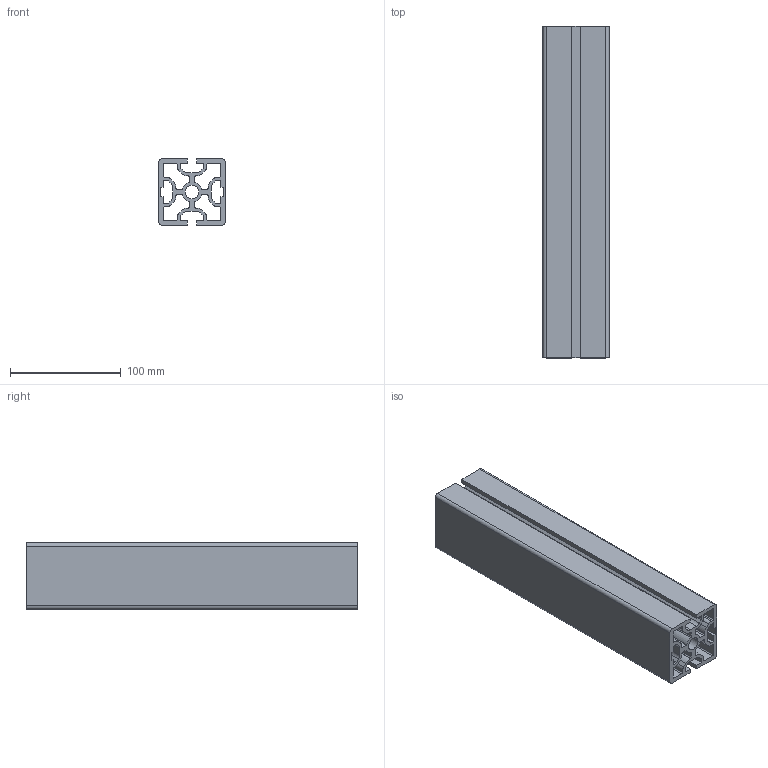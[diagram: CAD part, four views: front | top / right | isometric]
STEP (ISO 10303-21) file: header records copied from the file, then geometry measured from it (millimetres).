
FILE_DESCRIPTION (( 'STEP AP214' ), '1' );
FILE_NAME ('1728144777365.step', '2024-10-05T16:13:20', ( 'Windows User' ), ( '' ), 'SwSTEP 2.0', 'SolidWorks 2011', '' );
FILE_SCHEMA (( 'AUTOMOTIVE_DESIGN' ));
Length unit declared in the file: millimetre
Products named in the file (2): 1728144777365; 1.11.060060.23SPx300.00(1)
Assembly tree (1 placements, depth 2):
  1728144777365
    1.11.060060.23SPx300.00(1)
Bounding box: 60 x 300 x 60 mm (x, y, z)
Volume: 444868.8 mm3; surface area: 242279.6 mm2
Topology: 1 solids, 1 shells, 162 faces, 480 edges, 320 vertices
Faces by surface type: plane 86, cylinder 76
Entity records: 5550 total; most frequent: CARTESIAN_POINT 966, DIRECTION 964, ORIENTED_EDGE 960, EDGE_CURVE 480, VECTOR 328, LINE 328, VERTEX_POINT 320, AXIS2_PLACEMENT_3D 318
